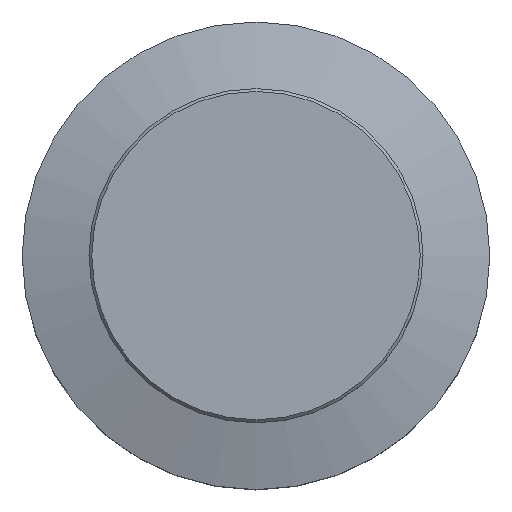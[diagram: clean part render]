
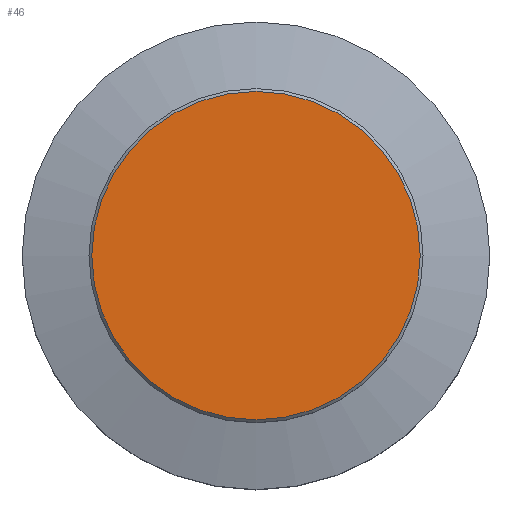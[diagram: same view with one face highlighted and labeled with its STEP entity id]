
A CAD part, top view. The second image highlights one B-rep face of the part: STEP entity #46.
In plain terms, the highlighted planar face has unit normal (0, 0, 1).
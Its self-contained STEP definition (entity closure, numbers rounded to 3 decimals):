
#36=PLANE('',#126);
#38=FACE_OUTER_BOUND('',#66,.T.);
#46=ADVANCED_FACE('',(#38),#36,.T.);
#66=EDGE_LOOP('',(#76));
#76=ORIENTED_EDGE('',*,*,#83,.F.);
#78=VERTEX_POINT('',#163);
#83=EDGE_CURVE('',#78,#78,#88,.T.);
#88=CIRCLE('',#117,24.575);
#117=AXIS2_PLACEMENT_3D('',#162,#135,#136);
#126=AXIS2_PLACEMENT_3D('',#175,#153,#154);
#135=DIRECTION('',(0.,0.,-1.));
#136=DIRECTION('',(1.,0.,0.));
#153=DIRECTION('',(0.,0.,1.));
#154=DIRECTION('',(1.,0.,0.));
#162=CARTESIAN_POINT('',(0.,0.,0.));
#163=CARTESIAN_POINT('',(24.575,0.,0.));
#175=CARTESIAN_POINT('',(0.,0.,0.));
